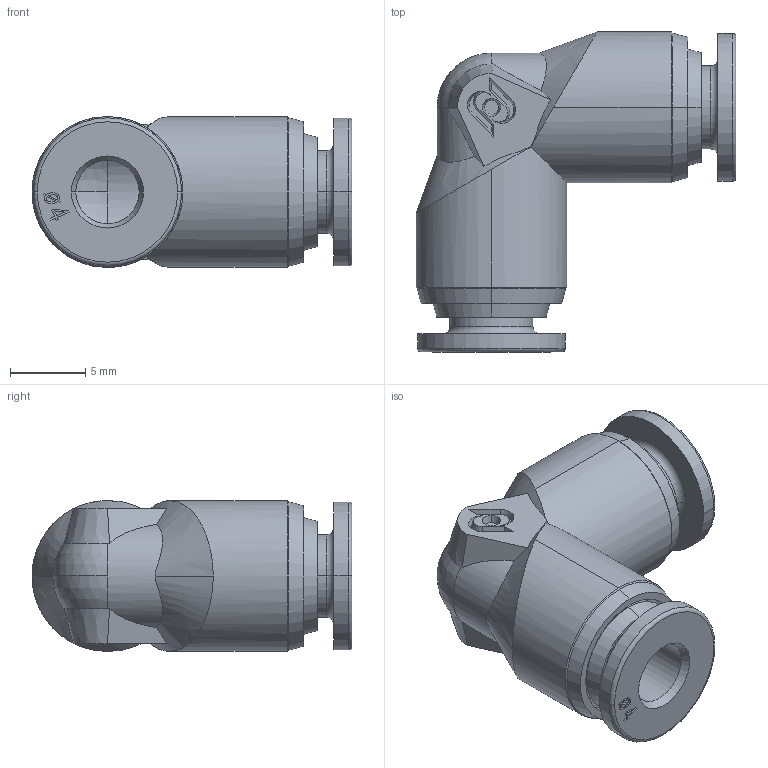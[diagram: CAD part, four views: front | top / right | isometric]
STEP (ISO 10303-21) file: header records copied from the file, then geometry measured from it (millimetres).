
FILE_DESCRIPTION (( 'STEP AP214' ), '1' );
FILE_NAME ('5913000001A.STEP', '2016-05-13T07:58:50', ( '' ), ( '' ), 'SwSTEP 2.0', 'SolidWorks 2016', '' );
FILE_SCHEMA (( 'AUTOMOTIVE_DESIGN' ));
Length unit declared in the file: millimetre
Products named in the file (1): 5913000001A
Bounding box: 21.2 x 21.2 x 10 mm (x, y, z)
Surface area: 1592.4 mm2 (no closed solid volume)
Topology: 0 solids, 5 shells, 194 faces, 515 edges, 347 vertices
Faces by surface type: plane 92, cone 34, bspline 32, cylinder 26, torus 8, sphere 2
Entity records: 10108 total; most frequent: CARTESIAN_POINT 3369, ORIENTED_EDGE 1010, DIRECTION 826, EDGE_CURVE 515, VERTEX_POINT 347, AXIS2_PLACEMENT_3D 284, VECTOR 258, LINE 258
